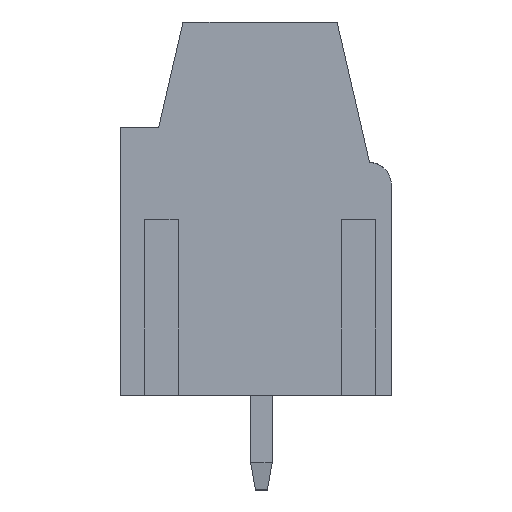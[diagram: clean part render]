
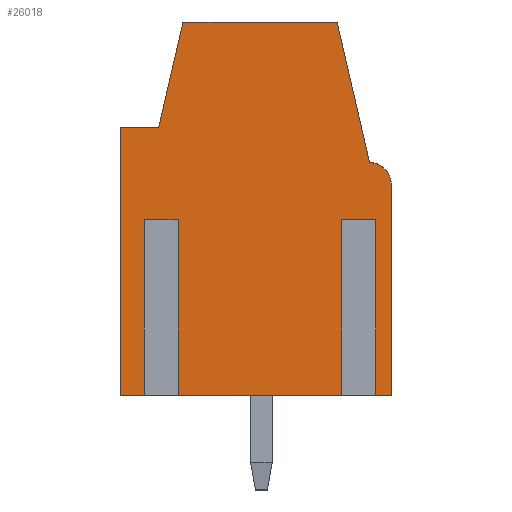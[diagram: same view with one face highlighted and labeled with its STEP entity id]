
A CAD part, left-side view. The second image highlights one B-rep face of the part: STEP entity #26018.
In plain terms, the highlighted planar face has unit normal (-1, 0, 0).
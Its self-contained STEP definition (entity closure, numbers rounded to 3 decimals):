
#25955=AXIS2_PLACEMENT_3D('Plane Axis2P3D',#25952,#25953,#25954) ;
#25002=CARTESIAN_POINT('Vertex',(0.55,0.,3.5)) ;
#25005=CARTESIAN_POINT('Line Origine',(0.55,0.447,3.5)) ;
#25009=CARTESIAN_POINT('Vertex',(0.55,0.894,3.5)) ;
#25030=CARTESIAN_POINT('Vertex',(0.55,1.506,3.5)) ;
#25033=CARTESIAN_POINT('Line Origine',(0.55,4.85,3.5)) ;
#25037=CARTESIAN_POINT('Vertex',(0.55,8.194,3.5)) ;
#25058=CARTESIAN_POINT('Vertex',(0.55,8.806,3.5)) ;
#25061=CARTESIAN_POINT('Line Origine',(0.55,9.403,3.5)) ;
#25065=CARTESIAN_POINT('Vertex',(0.55,10.,3.5)) ;
#25509=CARTESIAN_POINT('Line Origine',(0.55,10.,8.45)) ;
#25513=CARTESIAN_POINT('Vertex',(0.55,10.,13.4)) ;
#25654=CARTESIAN_POINT('Vertex',(0.55,8.6,13.4)) ;
#25657=CARTESIAN_POINT('Line Origine',(0.55,8.15,15.35)) ;
#25661=CARTESIAN_POINT('Vertex',(0.55,7.7,17.3)) ;
#25685=CARTESIAN_POINT('Line Origine',(0.55,4.85,17.3)) ;
#25689=CARTESIAN_POINT('Vertex',(0.55,2.001,17.3)) ;
#25745=CARTESIAN_POINT('Line Origine',(0.55,1.4,14.7)) ;
#25749=CARTESIAN_POINT('Vertex',(0.55,0.8,12.1)) ;
#25770=CARTESIAN_POINT('Control Point',(0.55,0.,11.3)) ;
#25771=CARTESIAN_POINT('Control Point',(0.55,0.,11.614)) ;
#25772=CARTESIAN_POINT('Control Point',(0.55,0.168,11.932)) ;
#25773=CARTESIAN_POINT('Control Point',(0.55,0.486,12.1)) ;
#25774=CARTESIAN_POINT('Control Point',(0.55,0.8,12.1)) ;
#25775=CARTESIAN_POINT('Vertex',(0.55,0.,11.3)) ;
#25795=CARTESIAN_POINT('Line Origine',(0.55,0.,7.4)) ;
#25952=CARTESIAN_POINT('Axis2P3D Location',(0.55,10.,0.)) ;
#25957=CARTESIAN_POINT('Line Origine',(0.55,1.506,6.75)) ;
#25961=CARTESIAN_POINT('Vertex',(0.55,1.506,10.)) ;
#25964=CARTESIAN_POINT('Line Origine',(0.55,1.2,10.)) ;
#25968=CARTESIAN_POINT('Vertex',(0.55,0.894,10.)) ;
#25971=CARTESIAN_POINT('Line Origine',(0.55,0.894,6.75)) ;
#25976=CARTESIAN_POINT('Line Origine',(0.55,9.3,13.4)) ;
#25981=CARTESIAN_POINT('Line Origine',(0.55,8.806,6.75)) ;
#25985=CARTESIAN_POINT('Vertex',(0.55,8.806,10.)) ;
#25988=CARTESIAN_POINT('Line Origine',(0.55,8.5,10.)) ;
#25992=CARTESIAN_POINT('Vertex',(0.55,8.194,10.)) ;
#25995=CARTESIAN_POINT('Line Origine',(0.55,8.194,6.75)) ;
#25006=DIRECTION('Vector Direction',(0.,-1.,0.)) ;
#25034=DIRECTION('Vector Direction',(0.,-1.,0.)) ;
#25062=DIRECTION('Vector Direction',(0.,-1.,0.)) ;
#25510=DIRECTION('Vector Direction',(0.,0.,-1.)) ;
#25658=DIRECTION('Vector Direction',(0.,0.225,-0.974)) ;
#25686=DIRECTION('Vector Direction',(0.,1.,0.)) ;
#25746=DIRECTION('Vector Direction',(0.,0.225,0.974)) ;
#25796=DIRECTION('Vector Direction',(0.,0.,1.)) ;
#25953=DIRECTION('Axis2P3D Direction',(-1.,0.,0.)) ;
#25954=DIRECTION('Axis2P3D XDirection',(0.,1.,0.)) ;
#25958=DIRECTION('Vector Direction',(0.,0.,1.)) ;
#25965=DIRECTION('Vector Direction',(0.,1.,0.)) ;
#25972=DIRECTION('Vector Direction',(0.,0.,1.)) ;
#25977=DIRECTION('Vector Direction',(0.,1.,0.)) ;
#25982=DIRECTION('Vector Direction',(0.,0.,1.)) ;
#25989=DIRECTION('Vector Direction',(0.,1.,0.)) ;
#25996=DIRECTION('Vector Direction',(0.,0.,1.)) ;
#25007=VECTOR('Line Direction',#25006,1.) ;
#25035=VECTOR('Line Direction',#25034,1.) ;
#25063=VECTOR('Line Direction',#25062,1.) ;
#25511=VECTOR('Line Direction',#25510,1.) ;
#25659=VECTOR('Line Direction',#25658,1.) ;
#25687=VECTOR('Line Direction',#25686,1.) ;
#25747=VECTOR('Line Direction',#25746,1.) ;
#25797=VECTOR('Line Direction',#25796,1.) ;
#25959=VECTOR('Line Direction',#25958,1.) ;
#25966=VECTOR('Line Direction',#25965,1.) ;
#25973=VECTOR('Line Direction',#25972,1.) ;
#25978=VECTOR('Line Direction',#25977,1.) ;
#25983=VECTOR('Line Direction',#25982,1.) ;
#25990=VECTOR('Line Direction',#25989,1.) ;
#25997=VECTOR('Line Direction',#25996,1.) ;
#26001=ORIENTED_EDGE('',*,*,#25039,.T.) ;
#26002=ORIENTED_EDGE('',*,*,#25963,.T.) ;
#26003=ORIENTED_EDGE('',*,*,#25970,.F.) ;
#26004=ORIENTED_EDGE('',*,*,#25975,.F.) ;
#26005=ORIENTED_EDGE('',*,*,#25011,.T.) ;
#26006=ORIENTED_EDGE('',*,*,#25799,.T.) ;
#26007=ORIENTED_EDGE('',*,*,#25777,.T.) ;
#26008=ORIENTED_EDGE('',*,*,#25751,.T.) ;
#26009=ORIENTED_EDGE('',*,*,#25691,.T.) ;
#26010=ORIENTED_EDGE('',*,*,#25663,.T.) ;
#26011=ORIENTED_EDGE('',*,*,#25980,.T.) ;
#26012=ORIENTED_EDGE('',*,*,#25515,.T.) ;
#26013=ORIENTED_EDGE('',*,*,#25067,.T.) ;
#26014=ORIENTED_EDGE('',*,*,#25987,.T.) ;
#26015=ORIENTED_EDGE('',*,*,#25994,.F.) ;
#26016=ORIENTED_EDGE('',*,*,#25999,.F.) ;
#26018=ADVANCED_FACE('HOUSING',(#26017),#25956,.T.) ;
#25769=B_SPLINE_CURVE_WITH_KNOTS('',4,(#25770,#25771,#25772,#25773,#25774),.UNSPECIFIED.,.F.,.U.,(5,5),(-0.628,0.628),.UNSPECIFIED.) ;
#25011=EDGE_CURVE('',#25010,#25003,#25008,.T.) ;
#25039=EDGE_CURVE('',#25038,#25031,#25036,.T.) ;
#25067=EDGE_CURVE('',#25066,#25059,#25064,.T.) ;
#25515=EDGE_CURVE('',#25514,#25066,#25512,.T.) ;
#25663=EDGE_CURVE('',#25662,#25655,#25660,.T.) ;
#25691=EDGE_CURVE('',#25690,#25662,#25688,.T.) ;
#25751=EDGE_CURVE('',#25750,#25690,#25748,.T.) ;
#25777=EDGE_CURVE('',#25776,#25750,#25769,.T.) ;
#25799=EDGE_CURVE('',#25003,#25776,#25798,.T.) ;
#25963=EDGE_CURVE('',#25031,#25962,#25960,.T.) ;
#25970=EDGE_CURVE('',#25969,#25962,#25967,.T.) ;
#25975=EDGE_CURVE('',#25010,#25969,#25974,.T.) ;
#25980=EDGE_CURVE('',#25655,#25514,#25979,.T.) ;
#25987=EDGE_CURVE('',#25059,#25986,#25984,.T.) ;
#25994=EDGE_CURVE('',#25993,#25986,#25991,.T.) ;
#25999=EDGE_CURVE('',#25038,#25993,#25998,.T.) ;
#26000=EDGE_LOOP('',(#26001,#26002,#26003,#26004,#26005,#26006,#26007,#26008,#26009,#26010,#26011,#26012,#26013,#26014,#26015,#26016)) ;
#26017=FACE_OUTER_BOUND('',#26000,.T.) ;
#25008=LINE('Line',#25005,#25007) ;
#25036=LINE('Line',#25033,#25035) ;
#25064=LINE('Line',#25061,#25063) ;
#25512=LINE('Line',#25509,#25511) ;
#25660=LINE('Line',#25657,#25659) ;
#25688=LINE('Line',#25685,#25687) ;
#25748=LINE('Line',#25745,#25747) ;
#25798=LINE('Line',#25795,#25797) ;
#25960=LINE('Line',#25957,#25959) ;
#25967=LINE('Line',#25964,#25966) ;
#25974=LINE('Line',#25971,#25973) ;
#25979=LINE('Line',#25976,#25978) ;
#25984=LINE('Line',#25981,#25983) ;
#25991=LINE('Line',#25988,#25990) ;
#25998=LINE('Line',#25995,#25997) ;
#25956=PLANE('',#25955) ;
#25003=VERTEX_POINT('',#25002) ;
#25010=VERTEX_POINT('',#25009) ;
#25031=VERTEX_POINT('',#25030) ;
#25038=VERTEX_POINT('',#25037) ;
#25059=VERTEX_POINT('',#25058) ;
#25066=VERTEX_POINT('',#25065) ;
#25514=VERTEX_POINT('',#25513) ;
#25655=VERTEX_POINT('',#25654) ;
#25662=VERTEX_POINT('',#25661) ;
#25690=VERTEX_POINT('',#25689) ;
#25750=VERTEX_POINT('',#25749) ;
#25776=VERTEX_POINT('',#25775) ;
#25962=VERTEX_POINT('',#25961) ;
#25969=VERTEX_POINT('',#25968) ;
#25986=VERTEX_POINT('',#25985) ;
#25993=VERTEX_POINT('',#25992) ;
